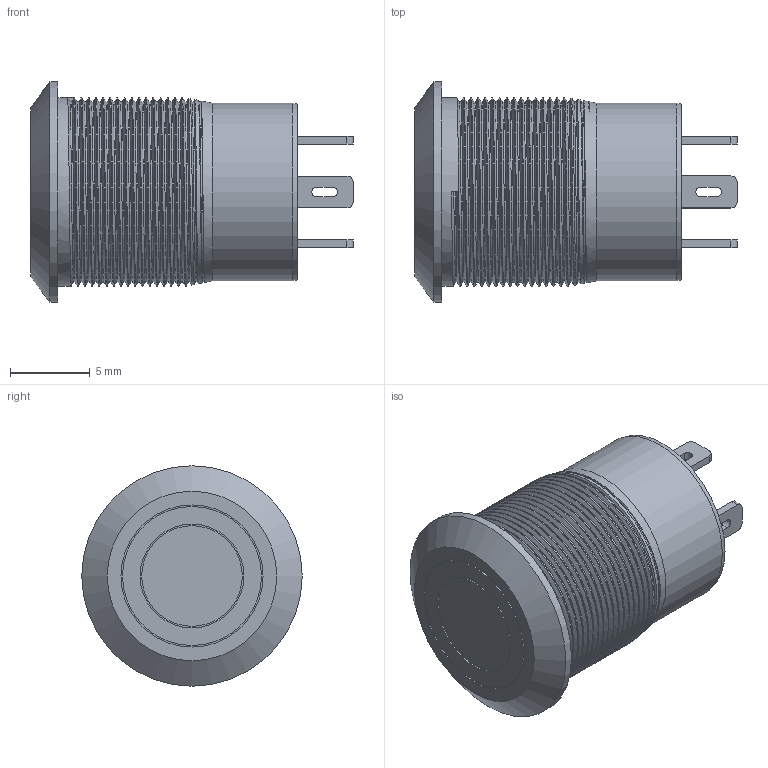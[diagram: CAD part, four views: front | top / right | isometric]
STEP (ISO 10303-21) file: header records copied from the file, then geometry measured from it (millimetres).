
FILE_DESCRIPTION(/* description */ (''),/* implementation_level */ '2;1');
FILE_NAME(/* name */ 'MiniPowerButton.stp',/* time_stamp */ '2024-02-16T09:34:25-06:00',/* author */ ('18179'),/* organization */ (''),/* preprocessor_version */ 'ST-DEVELOPER v19.2',/* originating_system */ 'Autodesk Inventor 2024',/* authorisation */ '');
FILE_SCHEMA (('AUTOMOTIVE_DESIGN { 1 0 10303 214 3 1 1 }'));
Length unit declared in the file: millimetre
Products named in the file (1): MiniPowerButton
Bounding box: 20.2 x 13.8 x 13.8 mm (x, y, z)
Volume: 1518 mm3; surface area: 1264.4 mm2
Topology: 1 solids, 1 shells, 105 faces, 276 edges, 183 vertices
Faces by surface type: cylinder 60, plane 37, cone 6, bspline 2
Full cylindrical faces by diameter (mm): 6.3 x1, 6.5 x1, 8.7 x1, 8.9 x1, 10.6 x1, 11.12 x1, 11.313 x18, 11.8 x16, 13.8 x1
Entity records: 5180 total; most frequent: CARTESIAN_POINT 2563, ORIENTED_EDGE 552, DIRECTION 455, EDGE_CURVE 276, VERTEX_POINT 183, AXIS2_PLACEMENT_3D 157, LINE 141, VECTOR 141
